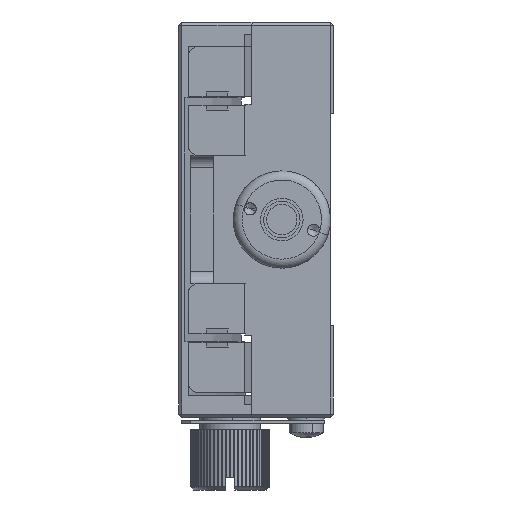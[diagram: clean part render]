
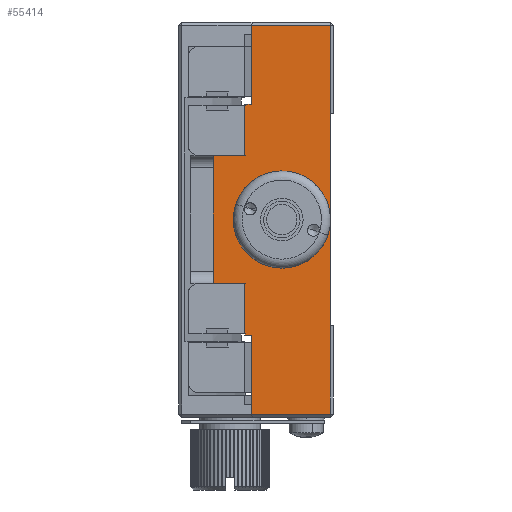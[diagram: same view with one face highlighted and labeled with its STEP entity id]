
A CAD part, left-side view. The second image highlights one B-rep face of the part: STEP entity #55414.
In plain terms, the highlighted planar face has unit normal (-1, 0, 0).
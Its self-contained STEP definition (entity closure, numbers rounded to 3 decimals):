
#224 = VERTEX_POINT ( 'NONE', #62878 ) ;
#483 = LINE ( 'NONE', #13719, #29925 ) ;
#1557 = CARTESIAN_POINT ( 'NONE',  ( -32.5, 0., 17.5 ) ) ;
#1603 = CARTESIAN_POINT ( 'NONE',  ( -32.5, 75., 32. ) ) ;
#1680 = ORIENTED_EDGE ( 'NONE', *, *, #14147, .T. ) ;
#2381 = CARTESIAN_POINT ( 'NONE',  ( -32.5, 75., -32. ) ) ;
#2590 = CARTESIAN_POINT ( 'NONE',  ( -32.5, 14.133, 10.5 ) ) ;
#2792 = LINE ( 'NONE', #51220, #14463 ) ;
#3193 = VECTOR ( 'NONE', #58926, 1000. ) ;
#3436 = EDGE_CURVE ( 'NONE', #32559, #38483, #41164, .T. ) ;
#3440 = VERTEX_POINT ( 'NONE', #26655 ) ;
#3904 = ORIENTED_EDGE ( 'NONE', *, *, #51148, .T. ) ;
#3964 = ORIENTED_EDGE ( 'NONE', *, *, #11509, .F. ) ;
#5464 = VECTOR ( 'NONE', #35818, 1000. ) ;
#6056 = ORIENTED_EDGE ( 'NONE', *, *, #48364, .F. ) ;
#6994 = LINE ( 'NONE', #43380, #45040 ) ;
#7200 = FACE_OUTER_BOUND ( 'NONE', #45840, .T. ) ;
#7289 = CARTESIAN_POINT ( 'NONE',  ( -32.5, 0., 32. ) ) ;
#7307 = CARTESIAN_POINT ( 'NONE',  ( -32.5, 8., 0. ) ) ;
#9075 = CARTESIAN_POINT ( 'NONE',  ( -32.5, 8., -6. ) ) ;
#9362 = VECTOR ( 'NONE', #29395, 1000. ) ;
#9525 = LINE ( 'NONE', #13001, #53749 ) ;
#9686 = DIRECTION ( 'NONE',  ( 0., 0., -1. ) ) ;
#10093 = CARTESIAN_POINT ( 'NONE',  ( -32.5, 19.286, 10.5 ) ) ;
#10284 = EDGE_CURVE ( 'NONE', #32559, #45923, #39482, .T. ) ;
#11509 = EDGE_CURVE ( 'NONE', #24678, #55432, #30606, .T. ) ;
#11558 = DIRECTION ( 'NONE',  ( 0., 0., -1. ) ) ;
#11840 = VECTOR ( 'NONE', #9686, 1000. ) ;
#11892 = VERTEX_POINT ( 'NONE', #7289 ) ;
#12730 = DIRECTION ( 'NONE',  ( -1., 0., 0. ) ) ;
#13001 = CARTESIAN_POINT ( 'NONE',  ( -32.5, 75., -10.5 ) ) ;
#13719 = CARTESIAN_POINT ( 'NONE',  ( -32.5, 0., -32.5 ) ) ;
#14147 = EDGE_CURVE ( 'NONE', #22093, #17536, #6994, .T. ) ;
#14160 = ORIENTED_EDGE ( 'NONE', *, *, #59203, .T. ) ;
#14463 = VECTOR ( 'NONE', #26471, 1000. ) ;
#15323 = AXIS2_PLACEMENT_3D ( 'NONE', #33272, #48933, #26080 ) ;
#15723 = ORIENTED_EDGE ( 'NONE', *, *, #27558, .F. ) ;
#16038 = EDGE_CURVE ( 'NONE', #42654, #60987, #41924, .T. ) ;
#17042 = CARTESIAN_POINT ( 'NONE',  ( -32.5, 8., 6. ) ) ;
#17536 = VERTEX_POINT ( 'NONE', #2590 ) ;
#18156 = VECTOR ( 'NONE', #51474, 1000. ) ;
#18290 = VECTOR ( 'NONE', #29803, 1000. ) ;
#18708 = DIRECTION ( 'NONE',  ( 0., 0., 1. ) ) ;
#20897 = CARTESIAN_POINT ( 'NONE',  ( -32.5, 19.286, -33. ) ) ;
#22093 = VERTEX_POINT ( 'NONE', #24777 ) ;
#22205 = VECTOR ( 'NONE', #11558, 1000. ) ;
#22497 = PLANE ( 'NONE',  #15323 ) ;
#23348 = LINE ( 'NONE', #30810, #5464 ) ;
#24395 = ORIENTED_EDGE ( 'NONE', *, *, #3436, .T. ) ;
#24678 = VERTEX_POINT ( 'NONE', #45849 ) ;
#24777 = CARTESIAN_POINT ( 'NONE',  ( -32.5, 14.133, 19. ) ) ;
#25529 = VECTOR ( 'NONE', #53150, 1000. ) ;
#26080 = DIRECTION ( 'NONE',  ( 0., 0., -1. ) ) ;
#26471 = DIRECTION ( 'NONE',  ( 0., -1., 0. ) ) ;
#26655 = CARTESIAN_POINT ( 'NONE',  ( -32.5, 13.002, 19. ) ) ;
#26896 = CARTESIAN_POINT ( 'NONE',  ( -32.5, 19.286, -10.5 ) ) ;
#27050 = DIRECTION ( 'NONE',  ( 0., 1., 0. ) ) ;
#27558 = EDGE_CURVE ( 'NONE', #63022, #37337, #61667, .T. ) ;
#27901 = VECTOR ( 'NONE', #46914, 1000. ) ;
#27985 = EDGE_LOOP ( 'NONE', ( #15723, #28103 ) ) ;
#28103 = ORIENTED_EDGE ( 'NONE', *, *, #53905, .F. ) ;
#28333 = ORIENTED_EDGE ( 'NONE', *, *, #50306, .F. ) ;
#29174 = CARTESIAN_POINT ( 'NONE',  ( -32.5, 13.002, 19. ) ) ;
#29395 = DIRECTION ( 'NONE',  ( 0., 0., 1. ) ) ;
#29803 = DIRECTION ( 'NONE',  ( 0., 0., 1. ) ) ;
#29925 = VECTOR ( 'NONE', #18708, 1000. ) ;
#30238 = ORIENTED_EDGE ( 'NONE', *, *, #16038, .T. ) ;
#30606 = LINE ( 'NONE', #40274, #18290 ) ;
#30783 = EDGE_CURVE ( 'NONE', #62733, #51861, #33069, .T. ) ;
#30810 = CARTESIAN_POINT ( 'NONE',  ( -32.5, 75., -19. ) ) ;
#31153 = EDGE_CURVE ( 'NONE', #38483, #42654, #483, .T. ) ;
#31766 = DIRECTION ( 'NONE',  ( 0., 0., 1. ) ) ;
#31801 = AXIS2_PLACEMENT_3D ( 'NONE', #7307, #12730, #31766 ) ;
#32036 = ORIENTED_EDGE ( 'NONE', *, *, #30783, .T. ) ;
#32507 = CARTESIAN_POINT ( 'NONE',  ( -32.5, 13.002, -32. ) ) ;
#32559 = VERTEX_POINT ( 'NONE', #32507 ) ;
#32680 = LINE ( 'NONE', #34693, #3193 ) ;
#33069 = LINE ( 'NONE', #20897, #22205 ) ;
#33272 = CARTESIAN_POINT ( 'NONE',  ( -32.5, 75., -32.5 ) ) ;
#33370 = ORIENTED_EDGE ( 'NONE', *, *, #37136, .F. ) ;
#34105 = CARTESIAN_POINT ( 'NONE',  ( -32.5, 14.133, -10.5 ) ) ;
#34254 = ORIENTED_EDGE ( 'NONE', *, *, #45771, .F. ) ;
#34693 = CARTESIAN_POINT ( 'NONE',  ( -32.5, 75., 10.5 ) ) ;
#35818 = DIRECTION ( 'NONE',  ( 0., 1., 0. ) ) ;
#35926 = CARTESIAN_POINT ( 'NONE',  ( -32.5, 0., -32. ) ) ;
#35974 = LINE ( 'NONE', #1603, #18156 ) ;
#37136 = EDGE_CURVE ( 'NONE', #55432, #51861, #9525, .T. ) ;
#37337 = VERTEX_POINT ( 'NONE', #9075 ) ;
#38483 = VERTEX_POINT ( 'NONE', #35926 ) ;
#39482 = LINE ( 'NONE', #40359, #45740 ) ;
#39639 = CARTESIAN_POINT ( 'NONE',  ( -32.5, 0., -32.5 ) ) ;
#39792 = LINE ( 'NONE', #29174, #11840 ) ;
#40274 = CARTESIAN_POINT ( 'NONE',  ( -32.5, 14.133, -10.5 ) ) ;
#40359 = CARTESIAN_POINT ( 'NONE',  ( -32.5, 13.002, -19. ) ) ;
#41164 = LINE ( 'NONE', #2381, #27901 ) ;
#41924 = LINE ( 'NONE', #48227, #25529 ) ;
#42654 = VERTEX_POINT ( 'NONE', #58765 ) ;
#43380 = CARTESIAN_POINT ( 'NONE',  ( -32.5, 14.133, 10.5 ) ) ;
#45040 = VECTOR ( 'NONE', #58841, 1000. ) ;
#45250 = ORIENTED_EDGE ( 'NONE', *, *, #10284, .F. ) ;
#45740 = VECTOR ( 'NONE', #50108, 1000. ) ;
#45771 = EDGE_CURVE ( 'NONE', #45923, #24678, #23348, .T. ) ;
#45840 = EDGE_LOOP ( 'NONE', ( #30238, #51408, #14160, #3904, #28333, #1680, #6056, #32036, #33370, #3964, #34254, #45250, #24395, #49196 ) ) ;
#45849 = CARTESIAN_POINT ( 'NONE',  ( -32.5, 14.133, -19. ) ) ;
#45923 = VERTEX_POINT ( 'NONE', #52715 ) ;
#46914 = DIRECTION ( 'NONE',  ( 0., -1., 0. ) ) ;
#48227 = CARTESIAN_POINT ( 'NONE',  ( -32.5, 0., -32.5 ) ) ;
#48364 = EDGE_CURVE ( 'NONE', #62733, #17536, #32680, .T. ) ;
#48933 = DIRECTION ( 'NONE',  ( 1., 0., 0. ) ) ;
#49196 = ORIENTED_EDGE ( 'NONE', *, *, #31153, .T. ) ;
#50108 = DIRECTION ( 'NONE',  ( 0., 0., 1. ) ) ;
#50306 = EDGE_CURVE ( 'NONE', #22093, #3440, #2792, .T. ) ;
#51148 = EDGE_CURVE ( 'NONE', #224, #3440, #39792, .T. ) ;
#51220 = CARTESIAN_POINT ( 'NONE',  ( -32.5, 75., 19. ) ) ;
#51408 = ORIENTED_EDGE ( 'NONE', *, *, #52184, .T. ) ;
#51474 = DIRECTION ( 'NONE',  ( 0., 1., 0. ) ) ;
#51861 = VERTEX_POINT ( 'NONE', #26896 ) ;
#52184 = EDGE_CURVE ( 'NONE', #60987, #11892, #63554, .T. ) ;
#52715 = CARTESIAN_POINT ( 'NONE',  ( -32.5, 13.002, -19. ) ) ;
#53150 = DIRECTION ( 'NONE',  ( 0., 0., 1. ) ) ;
#53400 = AXIS2_PLACEMENT_3D ( 'NONE', #60931, #56191, #55536 ) ;
#53749 = VECTOR ( 'NONE', #27050, 1000. ) ;
#53837 = CIRCLE ( 'NONE', #31801, 6. ) ;
#53905 = EDGE_CURVE ( 'NONE', #37337, #63022, #53837, .T. ) ;
#55414 = ADVANCED_FACE ( 'NONE', ( #61864, #7200 ), #22497, .F. ) ;
#55432 = VERTEX_POINT ( 'NONE', #34105 ) ;
#55536 = DIRECTION ( 'NONE',  ( 0., 0., 1. ) ) ;
#56191 = DIRECTION ( 'NONE',  ( -1., 0., 0. ) ) ;
#58765 = CARTESIAN_POINT ( 'NONE',  ( -32.5, 0., -17.5 ) ) ;
#58841 = DIRECTION ( 'NONE',  ( 0., 0., -1. ) ) ;
#58926 = DIRECTION ( 'NONE',  ( 0., -1., 0. ) ) ;
#59203 = EDGE_CURVE ( 'NONE', #11892, #224, #35974, .T. ) ;
#60931 = CARTESIAN_POINT ( 'NONE',  ( -32.5, 8., 0. ) ) ;
#60987 = VERTEX_POINT ( 'NONE', #1557 ) ;
#61667 = CIRCLE ( 'NONE', #53400, 6. ) ;
#61864 = FACE_BOUND ( 'NONE', #27985, .T. ) ;
#62733 = VERTEX_POINT ( 'NONE', #10093 ) ;
#62878 = CARTESIAN_POINT ( 'NONE',  ( -32.5, 13.002, 32. ) ) ;
#63022 = VERTEX_POINT ( 'NONE', #17042 ) ;
#63554 = LINE ( 'NONE', #39639, #9362 ) ;
